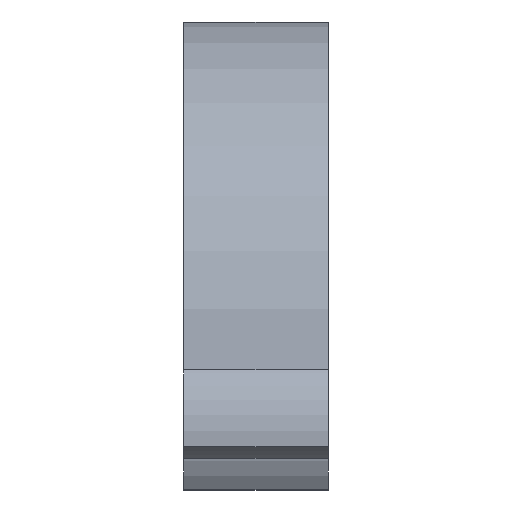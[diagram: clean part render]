
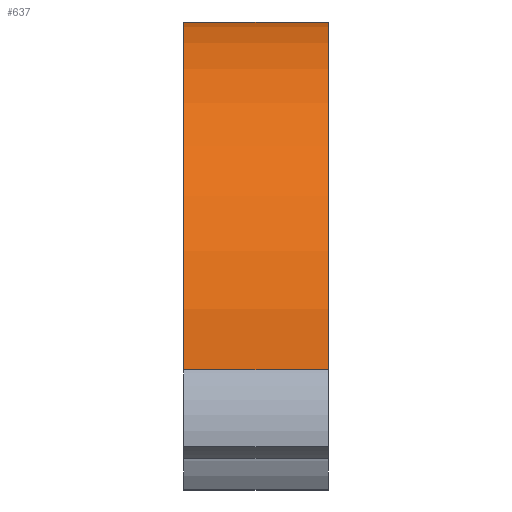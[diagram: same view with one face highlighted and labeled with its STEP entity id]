
A CAD part, front view. The second image highlights one B-rep face of the part: STEP entity #637.
In plain terms, the highlighted cylindrical face has radius 12 mm (diameter 24 mm), a partial arc.
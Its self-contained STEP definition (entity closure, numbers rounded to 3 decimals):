
#10 = EDGE_CURVE ( 'NONE', #240, #1013, #1334, .T. ) ;
#87 = EDGE_CURVE ( 'NONE', #1119, #565, #1208, .T. ) ;
#128 = EDGE_CURVE ( 'NONE', #565, #1013, #329, .T. ) ;
#191 = DIRECTION ( 'NONE',  ( 0., 0., -1. ) ) ;
#193 = CARTESIAN_POINT ( 'NONE',  ( 5., -38., 6.53 ) ) ;
#198 = DIRECTION ( 'NONE',  ( 0., 0., -1. ) ) ;
#240 = VERTEX_POINT ( 'NONE', #290 ) ;
#290 = CARTESIAN_POINT ( 'NONE',  ( 0., -50., -5.47 ) ) ;
#301 = CARTESIAN_POINT ( 'NONE',  ( -51.42, -38., -5.47 ) ) ;
#329 = CIRCLE ( 'NONE', #930, 12. ) ;
#404 = CARTESIAN_POINT ( 'NONE',  ( 5., -50., -5.47 ) ) ;
#418 = EDGE_LOOP ( 'NONE', ( #915, #509, #1391, #1242 ) ) ;
#423 = CARTESIAN_POINT ( 'NONE',  ( 0., -38., -5.47 ) ) ;
#504 = DIRECTION ( 'NONE',  ( 1., 0., 0. ) ) ;
#509 = ORIENTED_EDGE ( 'NONE', *, *, #10, .T. ) ;
#517 = CIRCLE ( 'NONE', #1381, 12. ) ;
#536 = CARTESIAN_POINT ( 'NONE',  ( 5., -38., -5.47 ) ) ;
#537 = CARTESIAN_POINT ( 'NONE',  ( 0., -38., 6.53 ) ) ;
#538 = DIRECTION ( 'NONE',  ( 1., 0., 0. ) ) ;
#565 = VERTEX_POINT ( 'NONE', #193 ) ;
#623 = EDGE_CURVE ( 'NONE', #240, #1119, #517, .T. ) ;
#637 = ADVANCED_FACE ( 'NONE', ( #1111 ), #894, .T. ) ;
#721 = CARTESIAN_POINT ( 'NONE',  ( -51.42, -50., -5.47 ) ) ;
#763 = AXIS2_PLACEMENT_3D ( 'NONE', #301, #538, #198 ) ;
#787 = VECTOR ( 'NONE', #504, 1000. ) ;
#894 = CYLINDRICAL_SURFACE ( 'NONE', #763, 12. ) ;
#915 = ORIENTED_EDGE ( 'NONE', *, *, #623, .F. ) ;
#930 = AXIS2_PLACEMENT_3D ( 'NONE', #536, #1191, #191 ) ;
#1013 = VERTEX_POINT ( 'NONE', #404 ) ;
#1049 = CARTESIAN_POINT ( 'NONE',  ( -51.42, -38., 6.53 ) ) ;
#1111 = FACE_OUTER_BOUND ( 'NONE', #418, .T. ) ;
#1119 = VERTEX_POINT ( 'NONE', #537 ) ;
#1156 = DIRECTION ( 'NONE',  ( 1., 0., 0. ) ) ;
#1191 = DIRECTION ( 'NONE',  ( 1., 0., 0. ) ) ;
#1199 = DIRECTION ( 'NONE',  ( 0., 0., -1. ) ) ;
#1208 = LINE ( 'NONE', #1049, #1351 ) ;
#1242 = ORIENTED_EDGE ( 'NONE', *, *, #87, .F. ) ;
#1310 = DIRECTION ( 'NONE',  ( -1., 0., 0. ) ) ;
#1334 = LINE ( 'NONE', #721, #787 ) ;
#1351 = VECTOR ( 'NONE', #1156, 1000. ) ;
#1381 = AXIS2_PLACEMENT_3D ( 'NONE', #423, #1310, #1199 ) ;
#1391 = ORIENTED_EDGE ( 'NONE', *, *, #128, .F. ) ;
